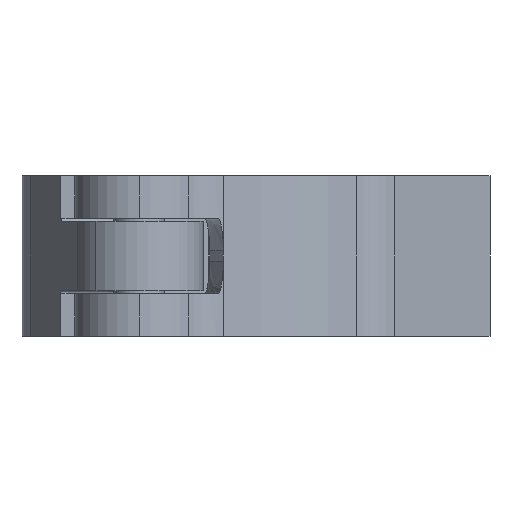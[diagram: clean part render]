
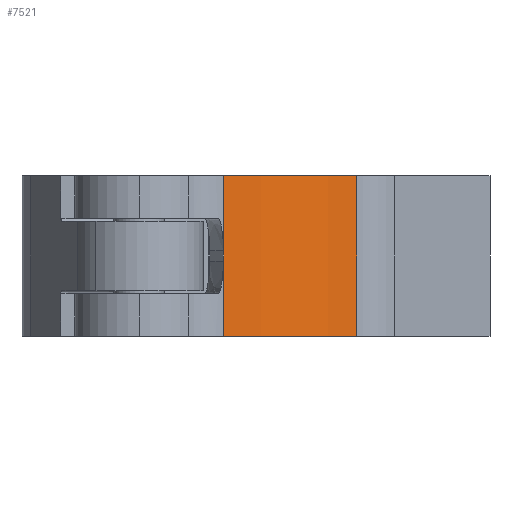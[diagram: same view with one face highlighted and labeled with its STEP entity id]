
A CAD part, left-side view. The second image highlights one B-rep face of the part: STEP entity #7521.
In plain terms, the highlighted cylindrical face has radius 40 mm (diameter 80 mm), a partial arc.
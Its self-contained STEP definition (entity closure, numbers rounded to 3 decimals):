
#183 = FACE_OUTER_BOUND ( 'NONE', #8819, .T. ) ;
#265 = CARTESIAN_POINT ( 'NONE',  ( 25., 53.4, -14.95 ) ) ;
#465 = VERTEX_POINT ( 'NONE', #3684 ) ;
#659 = CIRCLE ( 'NONE', #4702, 40. ) ;
#1543 = CYLINDRICAL_SURFACE ( 'NONE', #5053, 40. ) ;
#1553 = VERTEX_POINT ( 'NONE', #7046 ) ;
#1646 = DIRECTION ( 'NONE',  ( 1., 0., 0. ) ) ;
#2021 = CIRCLE ( 'NONE', #5309, 40. ) ;
#2280 = DIRECTION ( 'NONE',  ( 0., 0., -1. ) ) ;
#2489 = CARTESIAN_POINT ( 'NONE',  ( 25., 53.4, 14.95 ) ) ;
#2705 = VERTEX_POINT ( 'NONE', #8723 ) ;
#2985 = EDGE_CURVE ( 'NONE', #2705, #6295, #2021, .T. ) ;
#3259 = DIRECTION ( 'NONE',  ( 1., 0., 0. ) ) ;
#3581 = LINE ( 'NONE', #4589, #5010 ) ;
#3654 = CARTESIAN_POINT ( 'NONE',  ( 25., 53.4, 14.95 ) ) ;
#3684 = CARTESIAN_POINT ( 'NONE',  ( -3., 24.834, 14.95 ) ) ;
#4293 = EDGE_CURVE ( 'NONE', #1553, #2705, #8706, .T. ) ;
#4589 = CARTESIAN_POINT ( 'NONE',  ( -3., 24.834, 14.95 ) ) ;
#4637 = EDGE_CURVE ( 'NONE', #1553, #465, #659, .T. ) ;
#4676 = DIRECTION ( 'NONE',  ( 0., 0., 1. ) ) ;
#4702 = AXIS2_PLACEMENT_3D ( 'NONE', #2489, #7407, #1646 ) ;
#4821 = ORIENTED_EDGE ( 'NONE', *, *, #4293, .T. ) ;
#5010 = VECTOR ( 'NONE', #8236, 1000. ) ;
#5053 = AXIS2_PLACEMENT_3D ( 'NONE', #3654, #2280, #8033 ) ;
#5309 = AXIS2_PLACEMENT_3D ( 'NONE', #265, #4676, #3259 ) ;
#5419 = ORIENTED_EDGE ( 'NONE', *, *, #8416, .F. ) ;
#5512 = ORIENTED_EDGE ( 'NONE', *, *, #2985, .T. ) ;
#5875 = CARTESIAN_POINT ( 'NONE',  ( -3., 24.834, -14.95 ) ) ;
#5944 = DIRECTION ( 'NONE',  ( 0., 0., -1. ) ) ;
#6196 = VECTOR ( 'NONE', #5944, 1000. ) ;
#6295 = VERTEX_POINT ( 'NONE', #5875 ) ;
#6640 = ORIENTED_EDGE ( 'NONE', *, *, #4637, .F. ) ;
#7046 = CARTESIAN_POINT ( 'NONE',  ( -14.815, 49.556, 14.95 ) ) ;
#7407 = DIRECTION ( 'NONE',  ( 0., 0., 1. ) ) ;
#7521 = ADVANCED_FACE ( 'NONE', ( #183 ), #1543, .T. ) ;
#8033 = DIRECTION ( 'NONE',  ( -1., 0., 0. ) ) ;
#8236 = DIRECTION ( 'NONE',  ( 0., 0., -1. ) ) ;
#8416 = EDGE_CURVE ( 'NONE', #465, #6295, #3581, .T. ) ;
#8706 = LINE ( 'NONE', #8852, #6196 ) ;
#8723 = CARTESIAN_POINT ( 'NONE',  ( -14.815, 49.556, -14.95 ) ) ;
#8819 = EDGE_LOOP ( 'NONE', ( #5512, #5419, #6640, #4821 ) ) ;
#8852 = CARTESIAN_POINT ( 'NONE',  ( -14.815, 49.556, 14.95 ) ) ;
